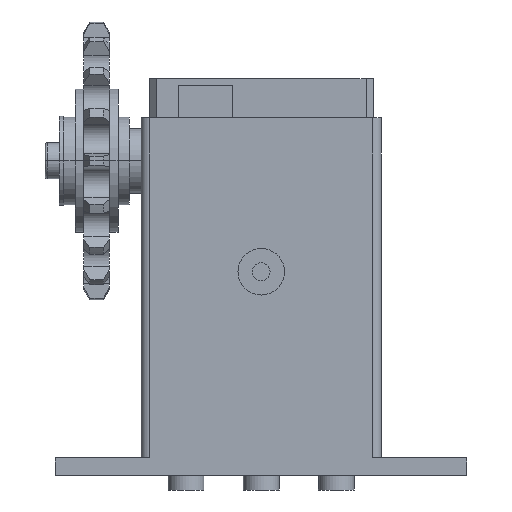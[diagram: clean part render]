
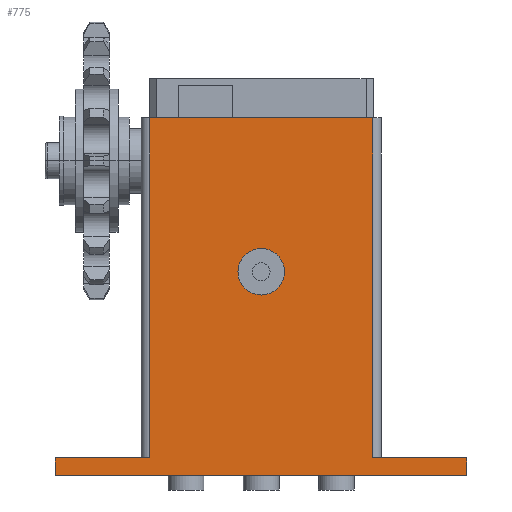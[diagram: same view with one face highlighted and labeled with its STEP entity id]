
A CAD part, left-side view. The second image highlights one B-rep face of the part: STEP entity #775.
In plain terms, the highlighted planar face has unit normal (-1, 0, 0).
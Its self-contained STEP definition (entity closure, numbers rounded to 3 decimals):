
#775=ADVANCED_FACE('',(#1565,#1566),#1567,.T.);
#1565=FACE_BOUND('',#2368,.T.);
#1566=FACE_OUTER_BOUND('',#2369,.T.);
#1567=PLANE('',#2370);
#2368=EDGE_LOOP('',(#4615,#4616));
#2369=EDGE_LOOP('',(#4617,#4618,#4619,#4620,#4621,#4622,#4623,#4624));
#2370=AXIS2_PLACEMENT_3D('',#4625,#4626,#4627);
#4615=ORIENTED_EDGE('',*,*,#5497,.T.);
#4616=ORIENTED_EDGE('',*,*,#5437,.T.);
#4617=ORIENTED_EDGE('',*,*,#5564,.T.);
#4618=ORIENTED_EDGE('',*,*,#5558,.T.);
#4619=ORIENTED_EDGE('',*,*,#5561,.T.);
#4620=ORIENTED_EDGE('',*,*,#5537,.F.);
#4621=ORIENTED_EDGE('',*,*,#5568,.T.);
#4622=ORIENTED_EDGE('',*,*,#5569,.F.);
#4623=ORIENTED_EDGE('',*,*,#5570,.T.);
#4624=ORIENTED_EDGE('',*,*,#5571,.T.);
#4625=CARTESIAN_POINT('',(-17.5,28.75,0.0));
#4626=DIRECTION('',(-1.0,0.0,0.0));
#4627=DIRECTION('',(0.0,-1.0,0.0));
#5437=EDGE_CURVE('',#6693,#6690,#6694,.T.);
#5497=EDGE_CURVE('',#6690,#6693,#6783,.T.);
#5537=EDGE_CURVE('',#6837,#6832,#6839,.T.);
#5558=EDGE_CURVE('',#6871,#6869,#6872,.T.);
#5561=EDGE_CURVE('',#6869,#6832,#6875,.T.);
#5564=EDGE_CURVE('',#6878,#6871,#6879,.T.);
#5568=EDGE_CURVE('',#6837,#6884,#6885,.T.);
#5569=EDGE_CURVE('',#6886,#6884,#6887,.T.);
#5570=EDGE_CURVE('',#6886,#6888,#6889,.T.);
#5571=EDGE_CURVE('',#6888,#6878,#6890,.T.);
#6690=VERTEX_POINT('',#8942);
#6693=VERTEX_POINT('',#8946);
#6694=CIRCLE('',#8947,6.5);
#6783=CIRCLE('',#9058,6.5);
#6832=VERTEX_POINT('',#9119);
#6837=VERTEX_POINT('',#9125);
#6839=LINE('',#9127,#9128);
#6869=VERTEX_POINT('',#9168);
#6871=VERTEX_POINT('',#9170);
#6872=LINE('',#9171,#9172);
#6875=LINE('',#9175,#9176);
#6878=VERTEX_POINT('',#9180);
#6879=LINE('',#9181,#9182);
#6884=VERTEX_POINT('',#9189);
#6885=LINE('',#9190,#9191);
#6886=VERTEX_POINT('',#9192);
#6887=LINE('',#9193,#9194);
#6888=VERTEX_POINT('',#9195);
#6889=LINE('',#9196,#9197);
#6890=LINE('',#9198,#9199);
#8942=CARTESIAN_POINT('',(-17.5,-6.5,57.0));
#8946=CARTESIAN_POINT('',(-17.5,6.5,57.0));
#8947=AXIS2_PLACEMENT_3D('',#10059,#10060,#10061);
#9058=AXIS2_PLACEMENT_3D('',#10144,#10145,#10146);
#9119=CARTESIAN_POINT('',(-17.5,31.2,100.0));
#9125=CARTESIAN_POINT('',(-17.5,31.2,5.0));
#9127=CARTESIAN_POINT('',(-17.5,31.2,5.0));
#9128=VECTOR('',#10202,1.0);
#9168=CARTESIAN_POINT('',(-17.5,-31.2,100.0));
#9170=CARTESIAN_POINT('',(-17.5,-31.2,5.0));
#9171=CARTESIAN_POINT('',(-17.5,-31.2,5.0));
#9172=VECTOR('',#10228,1.0);
#9175=CARTESIAN_POINT('',(-17.5,0.0,100.0));
#9176=VECTOR('',#10232,1.0);
#9180=CARTESIAN_POINT('',(-17.5,-57.5,5.0));
#9181=CARTESIAN_POINT('',(-17.5,0.0,5.0));
#9182=VECTOR('',#10234,1.0);
#9189=CARTESIAN_POINT('',(-17.5,57.5,5.0));
#9190=CARTESIAN_POINT('',(-17.5,0.0,5.0));
#9191=VECTOR('',#10237,1.0);
#9192=CARTESIAN_POINT('',(-17.5,57.5,0.0));
#9193=CARTESIAN_POINT('',(-17.5,57.5,0.0));
#9194=VECTOR('',#10238,1.0);
#9195=CARTESIAN_POINT('',(-17.5,-57.5,0.0));
#9196=CARTESIAN_POINT('',(-17.5,0.0,0.0));
#9197=VECTOR('',#10239,1.0);
#9198=CARTESIAN_POINT('',(-17.5,-57.5,0.0));
#9199=VECTOR('',#10240,1.0);
#10059=CARTESIAN_POINT('',(-17.5,0.0,57.0));
#10060=DIRECTION('',(1.0,0.0,-0.0));
#10061=DIRECTION('',(0.0,-1.0,0.0));
#10144=CARTESIAN_POINT('',(-17.5,0.0,57.0));
#10145=DIRECTION('',(1.0,0.0,-0.0));
#10146=DIRECTION('',(0.0,-1.0,0.0));
#10202=DIRECTION('',(0.0,0.0,1.0));
#10228=DIRECTION('',(0.0,0.0,1.0));
#10232=DIRECTION('',(0.0,1.0,-0.0));
#10234=DIRECTION('',(0.0,1.0,-0.0));
#10237=DIRECTION('',(0.0,1.0,-0.0));
#10238=DIRECTION('',(0.0,0.0,1.0));
#10239=DIRECTION('',(0.0,-1.0,0.0));
#10240=DIRECTION('',(0.0,0.0,1.0));
